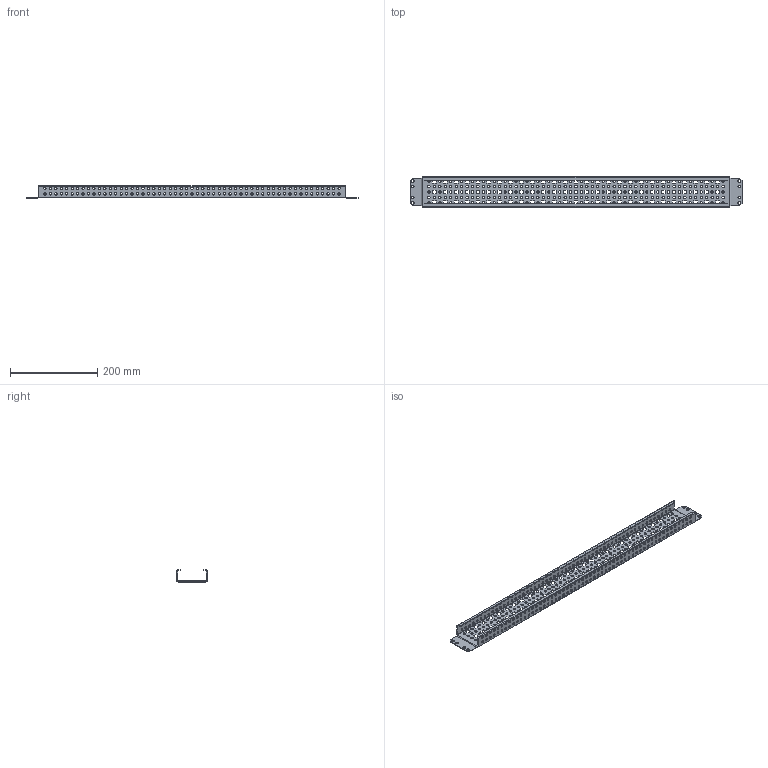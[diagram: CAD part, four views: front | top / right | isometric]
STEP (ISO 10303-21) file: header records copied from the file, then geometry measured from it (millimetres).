
FILE_DESCRIPTION (( 'STEP AP203' ), '1' );
FILE_NAME ('YKM40D-FO-VRA-080 ÀÃÈÅ 275.00.007 Ìîíòàæíàÿ ðåéêà òèï À 800.STEP', '2020-12-15T09:39:46', ( '' ), ( '' ), 'SwSTEP 2.0', 'SolidWorks 2017', '' );
FILE_SCHEMA (( 'CONFIG_CONTROL_DESIGN' ));
Length unit declared in the file: millimetre
Products named in the file (1): YKM40D-FO-VRA-080  ÀÃÈÅ 275.00.007 Ìîíòàæíàÿ ðåéêà òèï À 800
Bounding box: 762 x 69 x 28.5 mm (x, y, z)
Volume: 118717.1 mm3; surface area: 173200.7 mm2
Topology: 1 solids, 1 shells, 796 faces, 2682 edges, 1888 vertices
Faces by surface type: cylinder 422, plane 374
Full cylindrical faces by diameter (mm): 5.4 x414, 6.5 x8
Entity records: 26977 total; most frequent: DIRECTION 4390, CARTESIAN_POINT 4329, ORIENTED_EDGE 3904, EDGE_LOOP 2224, EDGE_CURVE 1952, AXIS2_PLACEMENT_3D 1641, VERTEX_POINT 1580, FACE_OUTER_BOUND 1218
